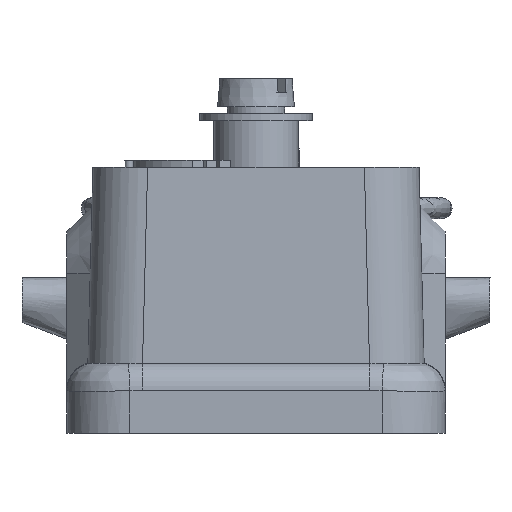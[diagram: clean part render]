
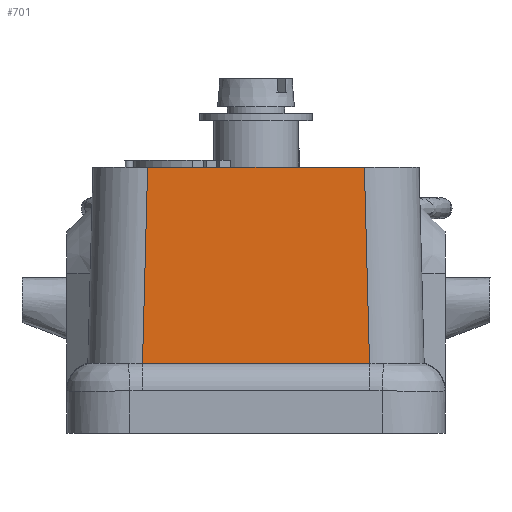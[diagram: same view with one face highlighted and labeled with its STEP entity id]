
A CAD part, left-side view. The second image highlights one B-rep face of the part: STEP entity #701.
In plain terms, the highlighted planar face has unit normal (-1, 0, 0.026).
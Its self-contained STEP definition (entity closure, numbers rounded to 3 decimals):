
#467=PLANE('',#2626);
#701=ADVANCED_FACE('',(#834),#467,.T.);
#834=FACE_OUTER_BOUND('',#946,.T.);
#946=EDGE_LOOP('',(#1526,#1527,#1528,#1529));
#1095=LINE('',#3442,#1251);
#1161=LINE('',#3721,#1317);
#1162=LINE('',#3723,#1318);
#1163=LINE('',#3725,#1319);
#1251=VECTOR('',#2807,1.);
#1317=VECTOR('',#2943,1.);
#1318=VECTOR('',#2944,1.);
#1319=VECTOR('',#2945,1.);
#1526=ORIENTED_EDGE('',*,*,#2303,.T.);
#1527=ORIENTED_EDGE('',*,*,#2207,.T.);
#1528=ORIENTED_EDGE('',*,*,#2304,.T.);
#1529=ORIENTED_EDGE('',*,*,#2305,.F.);
#2007=VERTEX_POINT('',#3441);
#2008=VERTEX_POINT('',#3443);
#2092=VERTEX_POINT('',#3722);
#2093=VERTEX_POINT('',#3724);
#2207=EDGE_CURVE('',#2008,#2007,#1095,.T.);
#2303=EDGE_CURVE('',#2092,#2008,#1161,.T.);
#2304=EDGE_CURVE('',#2007,#2093,#1162,.T.);
#2305=EDGE_CURVE('',#2092,#2093,#1163,.T.);
#2626=AXIS2_PLACEMENT_3D('',#3726,#2946,#2947);
#2807=DIRECTION('',(0.,1.,0.));
#2943=DIRECTION('',(0.026,0.026,0.999));
#2944=DIRECTION('',(-0.026,0.026,-0.999));
#2945=DIRECTION('',(0.,1.,0.));
#2946=DIRECTION('',(-1.,0.,0.026));
#2947=DIRECTION('',(0.026,0.,1.));
#3441=CARTESIAN_POINT('',(-11.633,7.735,15.5));
#3442=CARTESIAN_POINT('',(-11.633,0.,15.5));
#3443=CARTESIAN_POINT('',(-11.633,-7.735,15.5));
#3721=CARTESIAN_POINT('',(-11.986,-8.088,2.026));
#3722=CARTESIAN_POINT('',(-12.,-8.101,1.5));
#3723=CARTESIAN_POINT('',(-12.003,8.104,1.398));
#3724=CARTESIAN_POINT('',(-12.,8.101,1.5));
#3725=CARTESIAN_POINT('',(-12.,12.,1.5));
#3726=CARTESIAN_POINT('',(-12.,12.,1.5));
